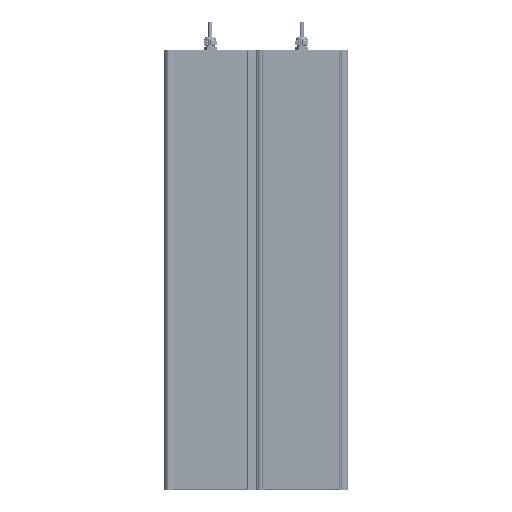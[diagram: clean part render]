
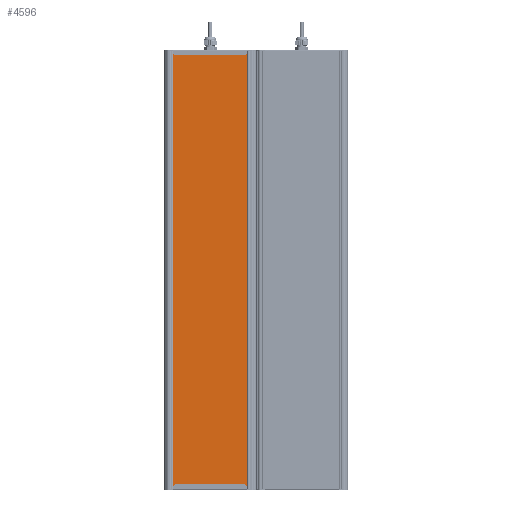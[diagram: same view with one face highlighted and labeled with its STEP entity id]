
A CAD part, front view. The second image highlights one B-rep face of the part: STEP entity #4596.
In plain terms, the highlighted face is planar.
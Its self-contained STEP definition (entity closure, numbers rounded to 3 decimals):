
#4596=ADVANCED_FACE('',(#13785),#13787,.T.);
#13785=FACE_BOUND('',#13786,.T.);
#13786=EDGE_LOOP('',(#41687,#41688,#41689,#41690));
#13787=PLANE('',#13788);
#13788=AXIS2_PLACEMENT_3D('',#13789,#13790,#13791);
#13789=CARTESIAN_POINT('',(2111.497,401.002,-34.582));
#13790=DIRECTION('',(0.,0.,-1.));
#13791=DIRECTION('',(0.,1.,0.));
#41687=ORIENTED_EDGE('',*,*,#49115,.F.);
#41688=ORIENTED_EDGE('',*,*,#49114,.T.);
#41689=ORIENTED_EDGE('',*,*,#49116,.F.);
#41690=ORIENTED_EDGE('',*,*,#49117,.F.);
#49114=EDGE_CURVE('',#55121,#55125,#55127,.T.);
#49115=EDGE_CURVE('',#55121,#55128,#55129,.T.);
#49116=EDGE_CURVE('',#55130,#55125,#55131,.T.);
#49117=EDGE_CURVE('',#55128,#55130,#55132,.T.);
#55121=VERTEX_POINT('',#74561);
#55125=VERTEX_POINT('',#74569);
#55127=LINE('',#74573,#74574);
#55128=VERTEX_POINT('',#74576);
#55129=LINE('',#74577,#74578);
#55130=VERTEX_POINT('',#74580);
#55131=LINE('',#74581,#74582);
#55132=LINE('',#74584,#74585);
#74561=CARTESIAN_POINT('',(2111.497,565.13,-34.582));
#74569=CARTESIAN_POINT('',(3007.497,565.13,-34.582));
#74573=CARTESIAN_POINT('',(2111.497,565.13,-34.582));
#74574=VECTOR('',#74575,1.);
#74575=DIRECTION('',(1.,0.,0.));
#74576=CARTESIAN_POINT('',(2111.497,401.002,-34.582));
#74577=CARTESIAN_POINT('',(2111.497,565.13,-34.582));
#74578=VECTOR('',#74579,1.);
#74579=DIRECTION('',(0.,-1.,0.));
#74580=CARTESIAN_POINT('',(3007.497,401.002,-34.582));
#74581=CARTESIAN_POINT('',(3007.497,401.002,-34.582));
#74582=VECTOR('',#74583,1.);
#74583=DIRECTION('',(0.,1.,0.));
#74584=CARTESIAN_POINT('',(2111.497,401.002,-34.582));
#74585=VECTOR('',#74586,1.);
#74586=DIRECTION('',(1.,0.,0.));
